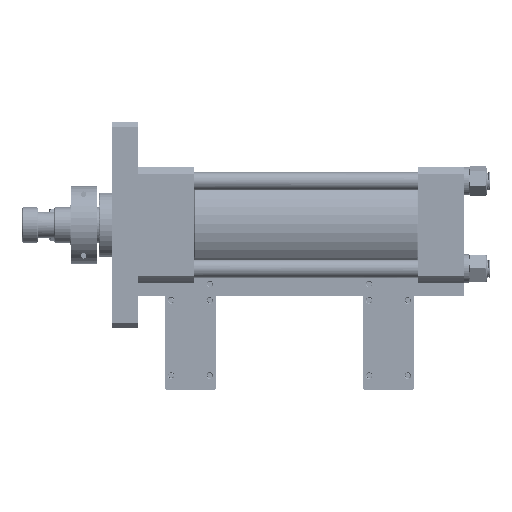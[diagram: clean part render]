
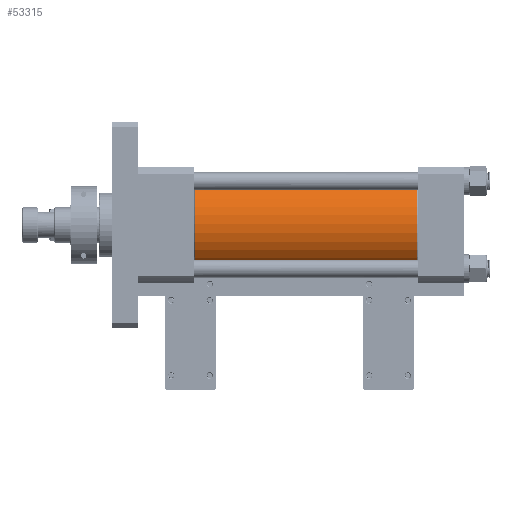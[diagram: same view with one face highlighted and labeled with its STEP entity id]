
A CAD part, front view. The second image highlights one B-rep face of the part: STEP entity #53315.
In plain terms, the highlighted cylindrical face has radius 40 mm (diameter 80 mm), a partial arc.
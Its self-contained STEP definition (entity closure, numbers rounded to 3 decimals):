
#53315 = ADVANCED_FACE ( 'NONE', ( #87129 ), #87125, .T. ) ;
#53561 = EDGE_LOOP ( 'NONE', ( #57078, #57413, #57409, #57084, #57087 ) ) ;
#54566 = CARTESIAN_POINT ( 'NONE',  ( 0., 0.5, 40. ) ) ;
#54623 = CARTESIAN_POINT ( 'NONE',  ( 0., 0.5, -40. ) ) ;
#55419 = VERTEX_POINT ( 'NONE', #54566 ) ;
#55435 = VERTEX_POINT ( 'NONE', #54623 ) ;
#55512 = VERTEX_POINT ( 'NONE', #55702 ) ;
#55618 = EDGE_CURVE ( 'NONE', #57051, #55512, #56072, .T. ) ;
#55702 = CARTESIAN_POINT ( 'NONE',  ( 0., 173.5, 40. ) ) ;
#56072 = CIRCLE ( 'NONE', #56133, 40. ) ;
#56130 = DIRECTION ( 'NONE',  ( 0., 0., -1. ) ) ;
#56131 = DIRECTION ( 'NONE',  ( 0., -1., 0. ) ) ;
#56132 = CARTESIAN_POINT ( 'NONE',  ( 0., 173.5, 0. ) ) ;
#56133 = AXIS2_PLACEMENT_3D ( 'NONE', #56132, #56131, #56130 ) ;
#57050 = EDGE_CURVE ( 'NONE', #55512, #55419, #61470, .T. ) ;
#57051 = VERTEX_POINT ( 'NONE', #61471 ) ;
#57078 = ORIENTED_EDGE ( 'NONE', *, *, #55618, .T. ) ;
#57084 = ORIENTED_EDGE ( 'NONE', *, *, #57085, .F. ) ;
#57085 = EDGE_CURVE ( 'NONE', #57086, #55435, #61496, .T. ) ;
#57086 = VERTEX_POINT ( 'NONE', #61506 ) ;
#57087 = ORIENTED_EDGE ( 'NONE', *, *, #57088, .T. ) ;
#57088 = EDGE_CURVE ( 'NONE', #57086, #57051, #61565, .T. ) ;
#57361 = EDGE_CURVE ( 'NONE', #55419, #55435, #66879, .T. ) ;
#57409 = ORIENTED_EDGE ( 'NONE', *, *, #57361, .T. ) ;
#57413 = ORIENTED_EDGE ( 'NONE', *, *, #57050, .T. ) ;
#61467 = DIRECTION ( 'NONE',  ( 0., -1., 0. ) ) ;
#61468 = VECTOR ( 'NONE', #61467, 1000. ) ;
#61469 = CARTESIAN_POINT ( 'NONE',  ( 0., 174., 40. ) ) ;
#61470 = LINE ( 'NONE', #61469, #61468 ) ;
#61471 = CARTESIAN_POINT ( 'NONE',  ( 40., 173.5, 0. ) ) ;
#61495 = CARTESIAN_POINT ( 'NONE',  ( 0., 174., -40. ) ) ;
#61496 = LINE ( 'NONE', #61495, #61563 ) ;
#61506 = CARTESIAN_POINT ( 'NONE',  ( 0., 173.5, -40. ) ) ;
#61517 = CARTESIAN_POINT ( 'NONE',  ( 0., 173.5, 0. ) ) ;
#61555 = DIRECTION ( 'NONE',  ( 0., 0., -1. ) ) ;
#61556 = DIRECTION ( 'NONE',  ( 0., -1., 0. ) ) ;
#61562 = DIRECTION ( 'NONE',  ( 0., -1., 0. ) ) ;
#61563 = VECTOR ( 'NONE', #61562, 1000. ) ;
#61565 = CIRCLE ( 'NONE', #61566, 40. ) ;
#61566 = AXIS2_PLACEMENT_3D ( 'NONE', #61517, #61556, #61555 ) ;
#66833 = CARTESIAN_POINT ( 'NONE',  ( 0., 0.5, 0. ) ) ;
#66873 = AXIS2_PLACEMENT_3D ( 'NONE', #66833, #66876, #66875 ) ;
#66875 = DIRECTION ( 'NONE',  ( 0., 0., -1. ) ) ;
#66876 = DIRECTION ( 'NONE',  ( 0., 1., 0. ) ) ;
#66879 = CIRCLE ( 'NONE', #66873, 40. ) ;
#87088 = CARTESIAN_POINT ( 'NONE',  ( 0., 174., 0. ) ) ;
#87116 = DIRECTION ( 'NONE',  ( 0., 0., -1. ) ) ;
#87117 = DIRECTION ( 'NONE',  ( 0., -1., 0. ) ) ;
#87121 = AXIS2_PLACEMENT_3D ( 'NONE', #87088, #87117, #87116 ) ;
#87125 = CYLINDRICAL_SURFACE ( 'NONE', #87121, 40. ) ;
#87129 = FACE_OUTER_BOUND ( 'NONE', #53561, .T. ) ;
